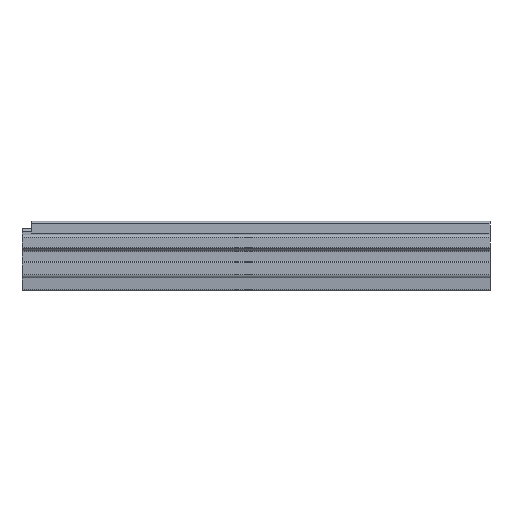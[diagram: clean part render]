
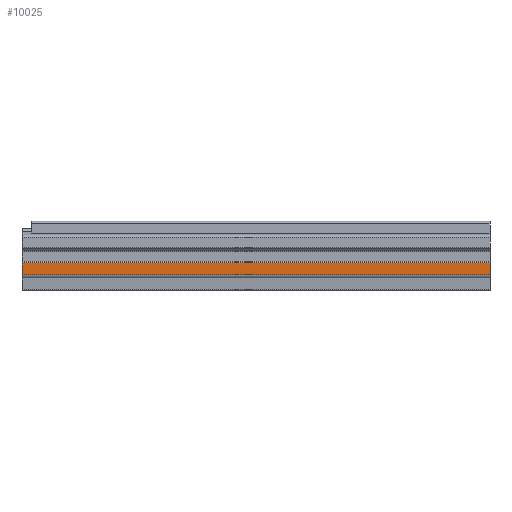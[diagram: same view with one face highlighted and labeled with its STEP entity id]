
A CAD part, left-side view. The second image highlights one B-rep face of the part: STEP entity #10025.
In plain terms, the highlighted planar face has unit normal (-1, 0, 0).
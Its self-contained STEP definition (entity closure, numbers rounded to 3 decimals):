
#457=DIRECTION('',(0.,1.,0.));
#458=VECTOR('',#457,71.5);
#459=CARTESIAN_POINT('',(-6.25,-70.,-1.057));
#460=LINE('',#459,#458);
#461=DIRECTION('',(0.,1.,0.));
#462=VECTOR('',#461,71.5);
#463=CARTESIAN_POINT('',(-6.25,-70.,-2.85));
#464=LINE('',#463,#462);
#4220=DIRECTION('',(0.,0.,1.));
#4221=VECTOR('',#4220,1.793);
#4222=CARTESIAN_POINT('',(-6.25,-70.,-2.85));
#4223=LINE('',#4222,#4221);
#5886=DIRECTION('',(0.,0.,1.));
#5887=VECTOR('',#5886,1.793);
#5888=CARTESIAN_POINT('',(-6.25,1.5,-2.85));
#5889=LINE('',#5888,#5887);
#7519=CARTESIAN_POINT('',(-6.25,-70.,-2.85));
#7520=VERTEX_POINT('',#7519);
#7521=CARTESIAN_POINT('',(-6.25,-70.,-1.057));
#7522=VERTEX_POINT('',#7521);
#9581=CARTESIAN_POINT('',(-6.25,1.5,-2.85));
#9582=VERTEX_POINT('',#9581);
#9583=CARTESIAN_POINT('',(-6.25,1.5,-1.057));
#9584=VERTEX_POINT('',#9583);
#10011=CARTESIAN_POINT('',(-6.25,0.,-2.85));
#10012=DIRECTION('',(-1.,0.,0.));
#10013=DIRECTION('',(0.,0.,1.));
#10014=AXIS2_PLACEMENT_3D('',#10011,#10012,#10013);
#10015=PLANE('',#10014);
#10017=ORIENTED_EDGE('',*,*,#10016,.T.);
#10019=ORIENTED_EDGE('',*,*,#10018,.T.);
#10020=ORIENTED_EDGE('',*,*,#10001,.F.);
#10022=ORIENTED_EDGE('',*,*,#10021,.F.);
#10023=EDGE_LOOP('',(#10017,#10019,#10020,#10022));
#10024=FACE_OUTER_BOUND('',#10023,.F.);
#10025=ADVANCED_FACE('',(#10024),#10015,.T.);
#10001=EDGE_CURVE('',#7522,#9584,#460,.T.);
#10016=EDGE_CURVE('',#7520,#9582,#464,.T.);
#10018=EDGE_CURVE('',#9582,#9584,#5889,.T.);
#10021=EDGE_CURVE('',#7520,#7522,#4223,.T.);
